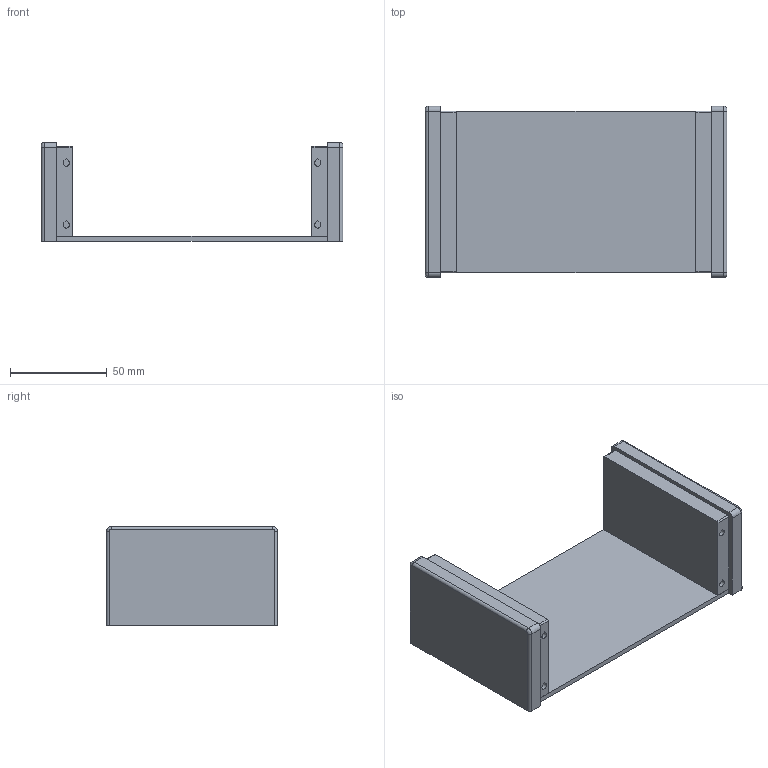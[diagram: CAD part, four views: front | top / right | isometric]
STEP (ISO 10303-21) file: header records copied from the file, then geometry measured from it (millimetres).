
FILE_DESCRIPTION(/* description */ (''),/* implementation_level */ '2;1');
FILE_NAME(/* name */ 'V3 U-shaped bottom + side panels v5.step',/* time_stamp */ '2024-05-10T14:17:08-07:00',/* author */ (''),/* organization */ (''),/* preprocessor_version */ 'ST-DEVELOPER v20',/* originating_system */ 'Autodesk Translation Framework v12.20.1.177',/* authorisation */ '');
FILE_SCHEMA (('AUTOMOTIVE_DESIGN { 1 0 10303 214 3 1 1 }'));
Length unit declared in the file: millimetre
Products named in the file (2): V3 U-shaped bottom + side panels; V3 side panel
Assembly tree (2 placements, depth 2):
  V3 U-shaped bottom + side panels
    V3 side panel  x2
Bounding box: 156 x 88.5 x 51.14 mm (x, y, z)
Volume: 164071.6 mm3; surface area: 51791 mm2
Topology: 3 solids, 3 shells, 94 faces, 202 edges, 132 vertices
Faces by surface type: plane 60, cylinder 30, bspline 4
Full cylindrical faces by diameter (mm): 3.3 x4, 6.1 x4
Entity records: 1428 total; most frequent: CARTESIAN_POINT 247, DIRECTION 243, ORIENTED_EDGE 214, EDGE_CURVE 107, AXIS2_PLACEMENT_3D 84, LINE 75, VECTOR 75, VERTEX_POINT 70
